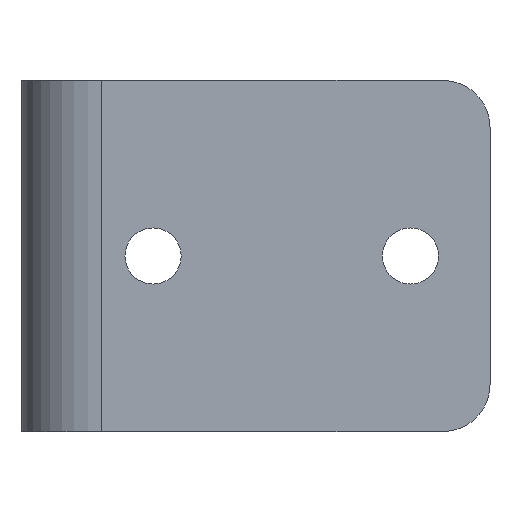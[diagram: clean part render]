
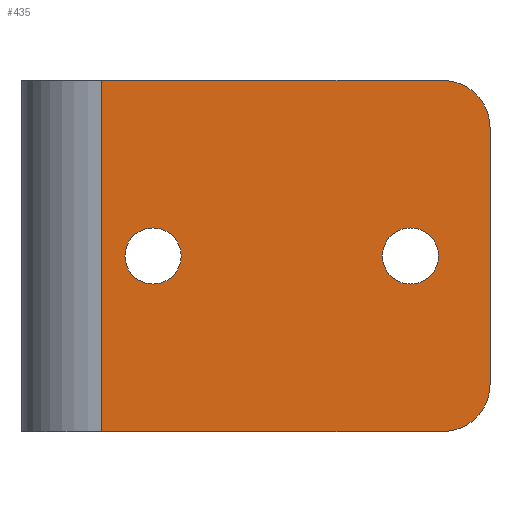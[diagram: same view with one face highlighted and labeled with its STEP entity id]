
A CAD part, left-side view. The second image highlights one B-rep face of the part: STEP entity #435.
In plain terms, the highlighted planar face has unit normal (-1, 0, 0).
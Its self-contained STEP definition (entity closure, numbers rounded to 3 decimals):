
#11 = LINE ( 'NONE', #804, #715 ) ;
#46 = CARTESIAN_POINT ( 'NONE',  ( 0., 83., 75. ) ) ;
#68 = VERTEX_POINT ( 'NONE', #515 ) ;
#72 = AXIS2_PLACEMENT_3D ( 'NONE', #543, #119, #807 ) ;
#83 = VECTOR ( 'NONE', #287, 1000. ) ;
#91 = FACE_OUTER_BOUND ( 'NONE', #800, .T. ) ;
#92 = EDGE_LOOP ( 'NONE', ( #490 ) ) ;
#98 = ORIENTED_EDGE ( 'NONE', *, *, #608, .F. ) ;
#112 = CARTESIAN_POINT ( 'NONE',  ( 0., 83., 75. ) ) ;
#115 = CIRCLE ( 'NONE', #814, 6. ) ;
#119 = DIRECTION ( 'NONE',  ( 1., 0., 0. ) ) ;
#133 = CARTESIAN_POINT ( 'NONE',  ( 0., 0., 10. ) ) ;
#184 = FACE_BOUND ( 'NONE', #92, .T. ) ;
#191 = ORIENTED_EDGE ( 'NONE', *, *, #470, .F. ) ;
#209 = VERTEX_POINT ( 'NONE', #399 ) ;
#225 = DIRECTION ( 'NONE',  ( 0., 0., -1. ) ) ;
#227 = DIRECTION ( 'NONE',  ( -1., 0., 0. ) ) ;
#231 = VERTEX_POINT ( 'NONE', #783 ) ;
#244 = AXIS2_PLACEMENT_3D ( 'NONE', #744, #763, #370 ) ;
#287 = DIRECTION ( 'NONE',  ( 0., 0., -1. ) ) ;
#325 = EDGE_CURVE ( 'NONE', #394, #855, #625, .T. ) ;
#332 = CARTESIAN_POINT ( 'NONE',  ( 0., 0., 0. ) ) ;
#337 = VECTOR ( 'NONE', #424, 1000. ) ;
#365 = LINE ( 'NONE', #46, #83 ) ;
#370 = DIRECTION ( 'NONE',  ( 0., 0., -1. ) ) ;
#372 = ORIENTED_EDGE ( 'NONE', *, *, #838, .F. ) ;
#387 = FACE_BOUND ( 'NONE', #659, .T. ) ;
#394 = VERTEX_POINT ( 'NONE', #133 ) ;
#399 = CARTESIAN_POINT ( 'NONE',  ( 0., 17., 31.5 ) ) ;
#410 = DIRECTION ( 'NONE',  ( 1., 0., 0. ) ) ;
#416 = VERTEX_POINT ( 'NONE', #112 ) ;
#419 = AXIS2_PLACEMENT_3D ( 'NONE', #606, #410, #225 ) ;
#424 = DIRECTION ( 'NONE',  ( 0., 0., -1. ) ) ;
#435 = ADVANCED_FACE ( 'NONE', ( #387, #184, #91 ), #742, .F. ) ;
#458 = AXIS2_PLACEMENT_3D ( 'NONE', #836, #472, #684 ) ;
#463 = VERTEX_POINT ( 'NONE', #701 ) ;
#470 = EDGE_CURVE ( 'NONE', #231, #68, #589, .T. ) ;
#472 = DIRECTION ( 'NONE',  ( -1., 0., 0. ) ) ;
#482 = VERTEX_POINT ( 'NONE', #697 ) ;
#486 = LINE ( 'NONE', #332, #562 ) ;
#490 = ORIENTED_EDGE ( 'NONE', *, *, #558, .F. ) ;
#515 = CARTESIAN_POINT ( 'NONE',  ( 0., 0., 65. ) ) ;
#543 = CARTESIAN_POINT ( 'NONE',  ( 0., 0., 75. ) ) ;
#558 = EDGE_CURVE ( 'NONE', #482, #482, #689, .T. ) ;
#562 = VECTOR ( 'NONE', #702, 1000. ) ;
#573 = LINE ( 'NONE', #757, #337 ) ;
#578 = DIRECTION ( 'NONE',  ( 0., 0., -1. ) ) ;
#589 = CIRCLE ( 'NONE', #419, 10. ) ;
#604 = EDGE_CURVE ( 'NONE', #463, #855, #486, .T. ) ;
#606 = CARTESIAN_POINT ( 'NONE',  ( 0., 10., 65. ) ) ;
#608 = EDGE_CURVE ( 'NONE', #209, #209, #115, .T. ) ;
#616 = CARTESIAN_POINT ( 'NONE',  ( 0., 17., 37.5 ) ) ;
#625 = CIRCLE ( 'NONE', #244, 10. ) ;
#648 = ORIENTED_EDGE ( 'NONE', *, *, #700, .T. ) ;
#659 = EDGE_LOOP ( 'NONE', ( #98 ) ) ;
#684 = DIRECTION ( 'NONE',  ( 0., 0., -1. ) ) ;
#689 = CIRCLE ( 'NONE', #458, 6. ) ;
#696 = DIRECTION ( 'NONE',  ( 0., -1., 0. ) ) ;
#697 = CARTESIAN_POINT ( 'NONE',  ( 0., 72., 31.5 ) ) ;
#700 = EDGE_CURVE ( 'NONE', #416, #463, #365, .T. ) ;
#701 = CARTESIAN_POINT ( 'NONE',  ( 0., 83., 0. ) ) ;
#702 = DIRECTION ( 'NONE',  ( 0., -1., 0. ) ) ;
#705 = ORIENTED_EDGE ( 'NONE', *, *, #845, .F. ) ;
#715 = VECTOR ( 'NONE', #696, 1000. ) ;
#742 = PLANE ( 'NONE',  #72 ) ;
#744 = CARTESIAN_POINT ( 'NONE',  ( 0., 10., 10. ) ) ;
#757 = CARTESIAN_POINT ( 'NONE',  ( 0., 0., 75. ) ) ;
#763 = DIRECTION ( 'NONE',  ( 1., 0., 0. ) ) ;
#783 = CARTESIAN_POINT ( 'NONE',  ( 0., 10., 75. ) ) ;
#800 = EDGE_LOOP ( 'NONE', ( #858, #839, #705, #191, #372, #648 ) ) ;
#804 = CARTESIAN_POINT ( 'NONE',  ( 0., 0., 75. ) ) ;
#807 = DIRECTION ( 'NONE',  ( 0., 0., -1. ) ) ;
#814 = AXIS2_PLACEMENT_3D ( 'NONE', #616, #227, #578 ) ;
#818 = CARTESIAN_POINT ( 'NONE',  ( 0., 10., 0. ) ) ;
#836 = CARTESIAN_POINT ( 'NONE',  ( 0., 72., 37.5 ) ) ;
#838 = EDGE_CURVE ( 'NONE', #416, #231, #11, .T. ) ;
#839 = ORIENTED_EDGE ( 'NONE', *, *, #325, .F. ) ;
#845 = EDGE_CURVE ( 'NONE', #68, #394, #573, .T. ) ;
#855 = VERTEX_POINT ( 'NONE', #818 ) ;
#858 = ORIENTED_EDGE ( 'NONE', *, *, #604, .T. ) ;
